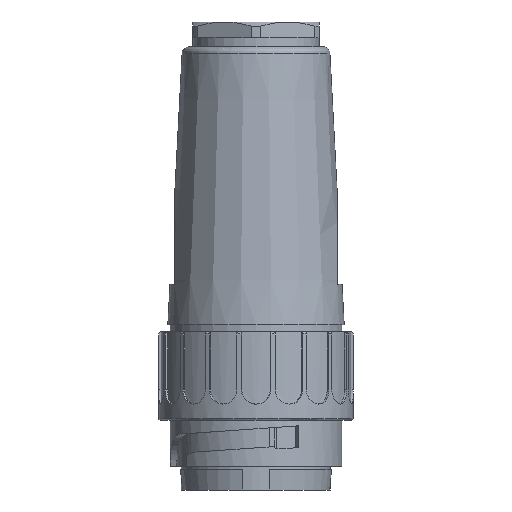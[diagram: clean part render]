
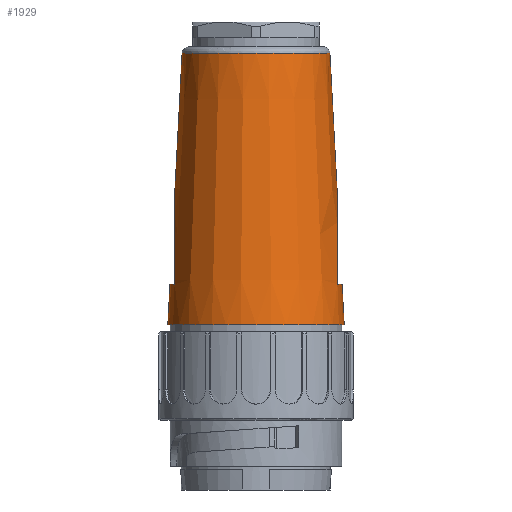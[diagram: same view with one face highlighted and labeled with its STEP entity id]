
A CAD part, left-side view. The second image highlights one B-rep face of the part: STEP entity #1929.
In plain terms, the highlighted conical face has half-angle 3 degrees and reference radius 16.351 mm.
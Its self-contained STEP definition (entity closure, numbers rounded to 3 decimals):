
#131=CONICAL_SURFACE('',#20739,16.351,3.);
#304=FACE_BOUND('',#4346,.T.);
#305=FACE_BOUND('',#4347,.T.);
#306=FACE_BOUND('',#4348,.T.);
#307=FACE_BOUND('',#4349,.T.);
#1929=ADVANCED_FACE('',(#304,#305,#306,#307),#131,.T.);
#4346=EDGE_LOOP('',(#12123,#12124));
#4347=EDGE_LOOP('',(#12125));
#4348=EDGE_LOOP('',(#12126));
#4349=EDGE_LOOP('',(#12127,#12128,#12129,#12130));
#5400=CIRCLE('',#20714,19.5);
#5410=CIRCLE('',#20733,16.351);
#5411=CIRCLE('',#20735,19.028);
#5412=CIRCLE('',#20736,19.028);
#5413=CIRCLE('',#20738,19.028);
#12123=ORIENTED_EDGE('',*,*,#18419,.T.);
#12124=ORIENTED_EDGE('',*,*,#18401,.T.);
#12125=ORIENTED_EDGE('',*,*,#18403,.T.);
#12126=ORIENTED_EDGE('',*,*,#18413,.F.);
#12127=ORIENTED_EDGE('',*,*,#18418,.T.);
#12128=ORIENTED_EDGE('',*,*,#18414,.T.);
#12129=ORIENTED_EDGE('',*,*,#18416,.T.);
#12130=ORIENTED_EDGE('',*,*,#18417,.T.);
#15986=VERTEX_POINT('',#30958);
#15987=VERTEX_POINT('',#30959);
#15989=VERTEX_POINT('',#30967);
#15999=VERTEX_POINT('',#30996);
#16000=VERTEX_POINT('',#31021);
#16001=VERTEX_POINT('',#31022);
#16002=VERTEX_POINT('',#31024);
#16003=VERTEX_POINT('',#31030);
#18401=EDGE_CURVE('',#15987,#15986,#19726,.T.);
#18403=EDGE_CURVE('',#15989,#15989,#5400,.T.);
#18413=EDGE_CURVE('',#15999,#15999,#5410,.T.);
#18414=EDGE_CURVE('',#16000,#16001,#19727,.T.);
#18416=EDGE_CURVE('',#16001,#16002,#19728,.T.);
#18417=EDGE_CURVE('',#16002,#16003,#5411,.T.);
#18418=EDGE_CURVE('',#16003,#16000,#5412,.T.);
#18419=EDGE_CURVE('',#15986,#15987,#5413,.T.);
#19726=(
BOUNDED_CURVE()
B_SPLINE_CURVE(2,(#30960,#30961,#30962),.UNSPECIFIED.,.F.,.F.)
B_SPLINE_CURVE_WITH_KNOTS((3,3),(0.,1.),.UNSPECIFIED.)
CURVE()
GEOMETRIC_REPRESENTATION_ITEM()
RATIONAL_B_SPLINE_CURVE((1.013,1.071,1.013))
REPRESENTATION_ITEM('')
);
#19727=(
BOUNDED_CURVE()
B_SPLINE_CURVE(2,(#31018,#31019,#31020),.UNSPECIFIED.,.F.,.F.)
B_SPLINE_CURVE_WITH_KNOTS((3,3),(0.,1.),.UNSPECIFIED.)
CURVE()
GEOMETRIC_REPRESENTATION_ITEM()
RATIONAL_B_SPLINE_CURVE((1.013,1.042,1.042))
REPRESENTATION_ITEM('')
);
#19728=(
BOUNDED_CURVE()
B_SPLINE_CURVE(2,(#31025,#31026,#31027),.UNSPECIFIED.,.F.,.F.)
B_SPLINE_CURVE_WITH_KNOTS((3,3),(0.,1.),.UNSPECIFIED.)
CURVE()
GEOMETRIC_REPRESENTATION_ITEM()
RATIONAL_B_SPLINE_CURVE((1.042,1.042,1.013))
REPRESENTATION_ITEM('')
);
#20714=AXIS2_PLACEMENT_3D('',#30966,#24655,#24656);
#20733=AXIS2_PLACEMENT_3D('',#30995,#24693,#24694);
#20735=AXIS2_PLACEMENT_3D('',#31029,#24698,#24699);
#20736=AXIS2_PLACEMENT_3D('',#31031,#24700,#24701);
#20738=AXIS2_PLACEMENT_3D('',#31033,#24704,#24705);
#20739=AXIS2_PLACEMENT_3D('',#31034,#24706,#24707);
#24655=DIRECTION('',(0.,0.,1.));
#24656=DIRECTION('',(0.,-1.,0.));
#24693=DIRECTION('',(0.,0.,1.));
#24694=DIRECTION('',(0.,-1.,0.));
#24698=DIRECTION('',(0.,0.,-1.));
#24699=DIRECTION('',(0.324,-0.946,0.));
#24700=DIRECTION('',(0.,0.,-1.));
#24701=DIRECTION('',(0.,-1.,0.));
#24704=DIRECTION('',(0.,0.,-1.));
#24705=DIRECTION('',(-0.324,0.946,0.));
#24706=DIRECTION('',(0.,0.,-1.));
#24707=DIRECTION('',(0.,-1.,0.));
#30958=CARTESIAN_POINT('',(-6.171,18.,45.5));
#30959=CARTESIAN_POINT('',(6.171,18.,45.5));
#30960=CARTESIAN_POINT('',(6.171,18.,45.5));
#30961=CARTESIAN_POINT('',(0.,18.,83.683));
#30962=CARTESIAN_POINT('',(-6.171,18.,45.5));
#30966=CARTESIAN_POINT('',(0.,0.,36.5));
#30967=CARTESIAN_POINT('',(0.,-19.5,36.5));
#30995=CARTESIAN_POINT('',(0.,0.,96.579));
#30996=CARTESIAN_POINT('',(0.,-16.351,96.579));
#31018=CARTESIAN_POINT('',(-6.171,-18.,45.5));
#31019=CARTESIAN_POINT('',(-3.,-18.,65.122));
#31020=CARTESIAN_POINT('',(0.,-18.,65.122));
#31021=CARTESIAN_POINT('',(-6.171,-18.,45.5));
#31022=CARTESIAN_POINT('',(0.,-18.,65.122));
#31024=CARTESIAN_POINT('',(6.171,-18.,45.5));
#31025=CARTESIAN_POINT('',(0.,-18.,65.122));
#31026=CARTESIAN_POINT('',(3.,-18.,65.122));
#31027=CARTESIAN_POINT('',(6.171,-18.,45.5));
#31029=CARTESIAN_POINT('',(0.,0.,
45.5));
#31030=CARTESIAN_POINT('',(0.,-19.028,45.5));
#31031=CARTESIAN_POINT('',(0.,0.,45.5));
#31033=CARTESIAN_POINT('',(0.,0.,
45.5));
#31034=CARTESIAN_POINT('',(0.,0.,96.579));
